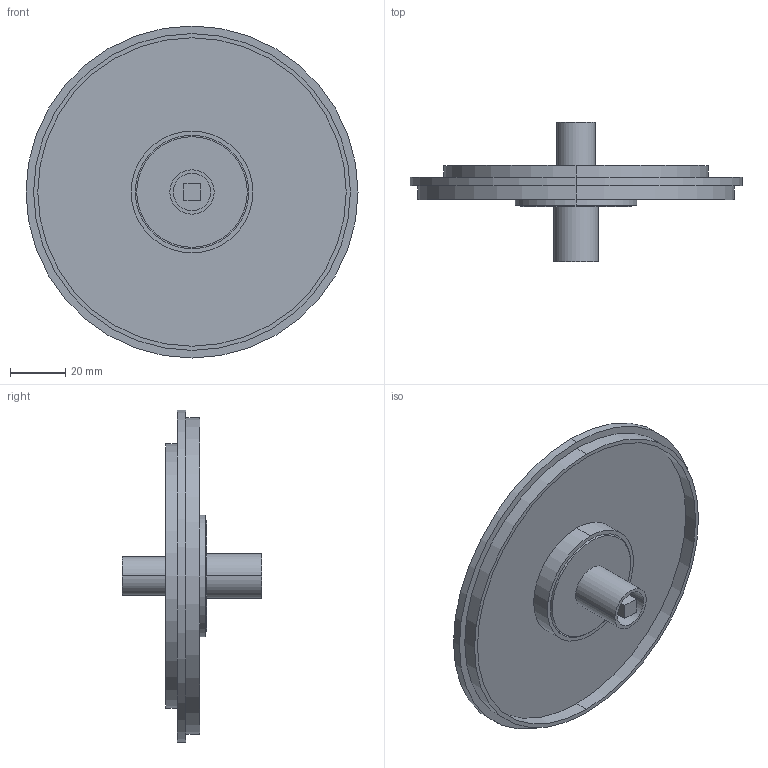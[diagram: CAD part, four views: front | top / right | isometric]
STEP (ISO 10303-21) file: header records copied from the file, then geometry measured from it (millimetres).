
FILE_DESCRIPTION (( 'STEP AP214' ), '1' );
FILE_NAME ('chopper-adapters Assembly.STEP', '2021-03-29T03:47:53', ( '' ), ( '' ), 'SwSTEP 2.0', 'SolidWorks 2021', '' );
FILE_SCHEMA (( 'AUTOMOTIVE_DESIGN' ));
Length unit declared in the file: millimetre
Products named in the file (3): chopper jar base adapter; chopper motor adapter; chopper-adapters Assembly
Assembly tree (2 placements, depth 2):
  chopper-adapters Assembly
    chopper motor adapter
    chopper jar base adapter
Bounding box: 120 x 50.5 x 120 mm (x, y, z)
Volume: 54448.6 mm3; surface area: 38665.5 mm2
Topology: 2 solids, 2 shells, 71 faces, 156 edges, 104 vertices
Faces by surface type: plane 35, cylinder 28, torus 8
Entity records: 2104 total; most frequent: DIRECTION 388, CARTESIAN_POINT 336, ORIENTED_EDGE 312, AXIS2_PLACEMENT_3D 156, EDGE_CURVE 156, VERTEX_POINT 104, EDGE_LOOP 88, CIRCLE 80
